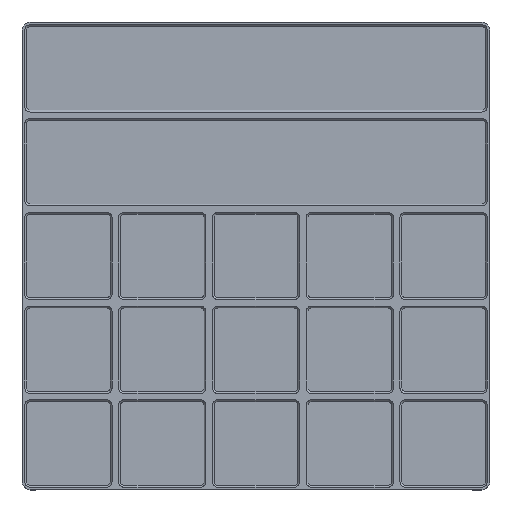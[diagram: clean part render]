
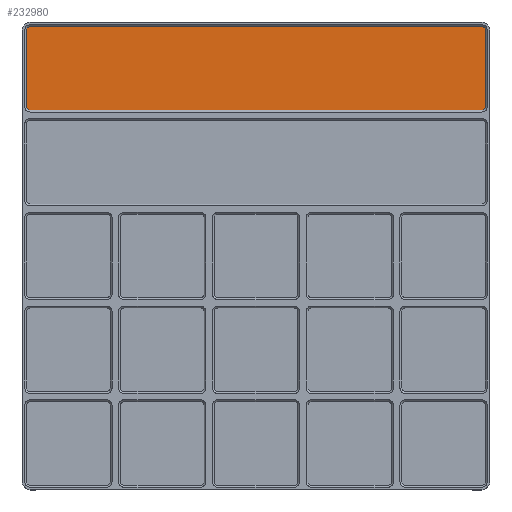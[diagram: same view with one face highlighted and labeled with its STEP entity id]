
A CAD part, top view. The second image highlights one B-rep face of the part: STEP entity #232980.
In plain terms, the highlighted planar face has unit normal (0, 0, 1).
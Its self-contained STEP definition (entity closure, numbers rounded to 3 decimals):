
#27950=CARTESIAN_POINT('',(291.75,289.,7.));
#27960=DIRECTION('',(0.,-1.,0.));
#27970=VECTOR('',#27960,1.);
#27980=LINE('',#27950,#27970);
#27990=CARTESIAN_POINT('',(291.75,290.15,7.));
#28000=VERTEX_POINT('',#27990);
#28010=CARTESIAN_POINT('',(291.75,255.85,7.));
#28020=VERTEX_POINT('',#28010);
#28030=EDGE_CURVE('',#28000,#28020,#27980,.T.);
#40000=CARTESIAN_POINT('',(86.25,290.15,7.));
#40010=VERTEX_POINT('',#40000);
#40040=CARTESIAN_POINT('',(86.25,257.,7.));
#40050=DIRECTION('',(0.,1.,0.));
#40060=VECTOR('',#40050,1.);
#40070=LINE('',#40040,#40060);
#40080=CARTESIAN_POINT('',(86.25,255.85,7.));
#40090=VERTEX_POINT('',#40080);
#40100=EDGE_CURVE('',#40090,#40010,#40070,.T.);
#42850=CARTESIAN_POINT('',(290.15,291.75,7.));
#42860=VERTEX_POINT('',#42850);
#42890=CARTESIAN_POINT('',(257.,291.75,7.));
#42900=DIRECTION('',(1.,0.,0.));
#42910=VECTOR('',#42900,1.);
#42920=LINE('',#42890,#42910);
#42930=CARTESIAN_POINT('',(87.85,291.75,7.));
#42940=VERTEX_POINT('',#42930);
#42950=EDGE_CURVE('',#42940,#42860,#42920,.T.);
#44020=CARTESIAN_POINT('',(290.15,290.15,7.));
#44030=DIRECTION('',(0.,0.,-1.));
#44040=DIRECTION('',(-1.,0.,0.));
#44050=AXIS2_PLACEMENT_3D('',#44020,#44030,#44040);
#44060=CIRCLE('',#44050,1.6);
#44070=EDGE_CURVE('',#42860,#28000,#44060,.T.);
#44310=CARTESIAN_POINT('',(290.15,254.25,7.));
#44320=VERTEX_POINT('',#44310);
#44350=CARTESIAN_POINT('',(290.15,255.85,7.));
#44360=DIRECTION('',(0.,0.,-1.));
#44370=DIRECTION('',(-1.,0.,0.));
#44380=AXIS2_PLACEMENT_3D('',#44350,#44360,#44370);
#44390=CIRCLE('',#44380,1.6);
#44400=EDGE_CURVE('',#28020,#44320,#44390,.T.);
#157810=CARTESIAN_POINT('',(87.85,290.15,7.));
#157820=DIRECTION('',(0.,0.,-1.));
#157830=DIRECTION('',(-1.,0.,0.));
#157840=AXIS2_PLACEMENT_3D('',#157810,#157820,#157830);
#157850=CIRCLE('',#157840,1.6);
#157860=EDGE_CURVE('',#40010,#42940,#157850,.T.);
#159510=CARTESIAN_POINT('',(87.85,254.25,7.));
#159520=VERTEX_POINT('',#159510);
#159550=CARTESIAN_POINT('',(121.,254.25,7.));
#159560=DIRECTION('',(-1.,0.,0.));
#159570=VECTOR('',#159560,1.);
#159580=LINE('',#159550,#159570);
#159590=EDGE_CURVE('',#44320,#159520,#159580,.T.);
#232770=CARTESIAN_POINT('',(105.,273.,7.));
#232780=DIRECTION('',(0.,0.,1.));
#232790=DIRECTION('',(1.,0.,0.));
#232800=AXIS2_PLACEMENT_3D('',#232770,#232780,#232790);
#232810=PLANE('',#232800);
#232820=ORIENTED_EDGE('',*,*,#157860,.F.);
#232830=ORIENTED_EDGE('',*,*,#42950,.F.);
#232840=ORIENTED_EDGE('',*,*,#44070,.F.);
#232850=ORIENTED_EDGE('',*,*,#28030,.F.);
#232860=ORIENTED_EDGE('',*,*,#44400,.F.);
#232870=ORIENTED_EDGE('',*,*,#159590,.F.);
#232880=CARTESIAN_POINT('',(87.85,255.85,7.));
#232890=DIRECTION('',(0.,0.,-1.));
#232900=DIRECTION('',(-1.,0.,0.));
#232910=AXIS2_PLACEMENT_3D('',#232880,#232890,#232900);
#232920=CIRCLE('',#232910,1.6);
#232930=EDGE_CURVE('',#159520,#40090,#232920,.T.);
#232940=ORIENTED_EDGE('',*,*,#232930,.F.);
#232950=ORIENTED_EDGE('',*,*,#40100,.F.);
#232960=EDGE_LOOP('',(#232950,#232940,#232870,#232860,#232850,#232840,
#232830,#232820));
#232970=FACE_OUTER_BOUND('',#232960,.T.);
#232980=ADVANCED_FACE('',(#232970),#232810,.T.);
